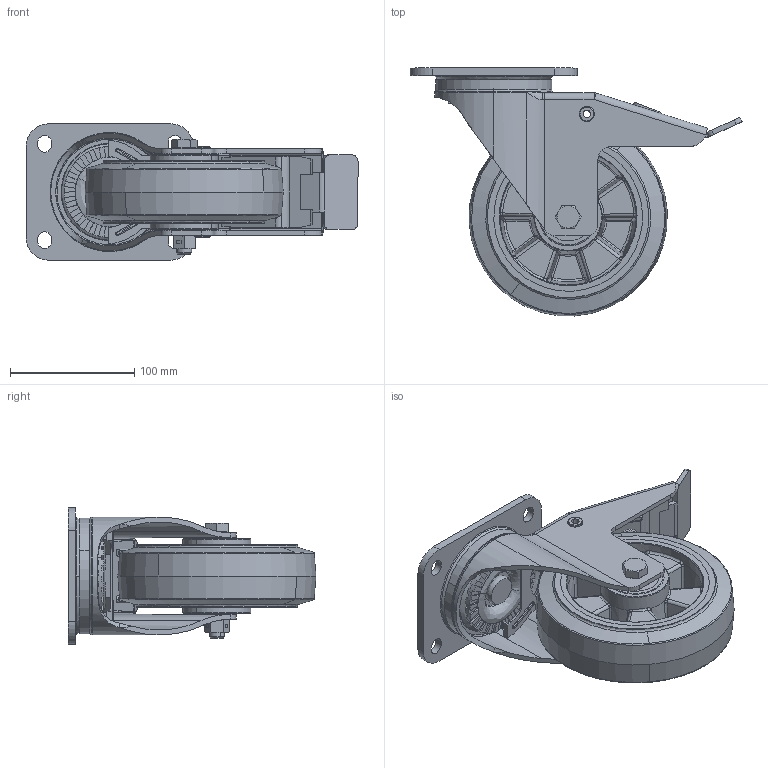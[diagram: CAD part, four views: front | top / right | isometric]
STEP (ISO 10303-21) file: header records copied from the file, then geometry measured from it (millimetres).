
FILE_DESCRIPTION (( 'STEP AP214' ), '1' );
FILE_NAME ('0020257_L-IM-EGA-160-K-3-DSN.STEP', '2017-05-30T11:10:37', ( '' ), ( '' ), 'SwSTEP 2.0', 'SolidWorks 2016', '' );
FILE_SCHEMA (( 'AUTOMOTIVE_DESIGN' ));
Length unit declared in the file: millimetre
Products named in the file (1): 0020257_L-IM-EGA-160-K-3-DSN
Bounding box: 267.63 x 199.84 x 110 mm (x, y, z)
Surface area: 305321.9 mm2 (no closed solid volume)
Topology: 0 solids, 34 shells, 1141 faces, 3475 edges, 2302 vertices
Faces by surface type: plane 405, bspline 337, cylinder 282, cone 91, torus 26
Entity records: 64750 total; most frequent: CARTESIAN_POINT 23741, ORIENTED_EDGE 5845, DIRECTION 5447, EDGE_CURVE 3427, VERTEX_POINT 2302, AXIS2_PLACEMENT_3D 1958, VECTOR 1531, LINE 1531
